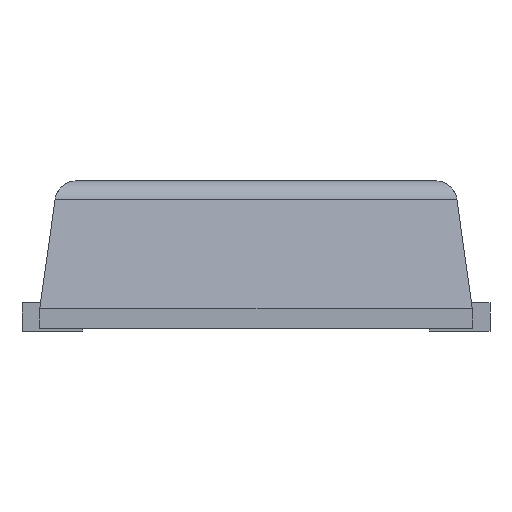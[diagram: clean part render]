
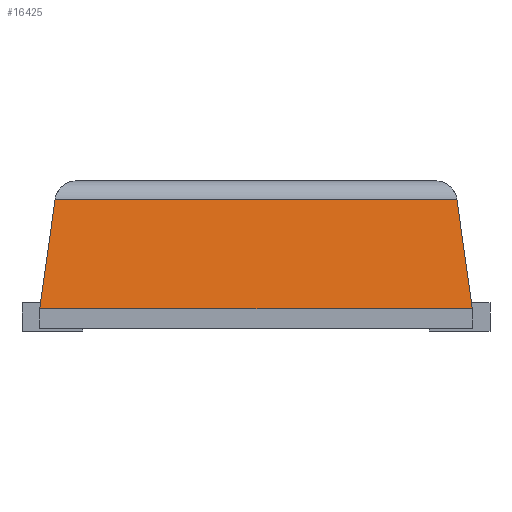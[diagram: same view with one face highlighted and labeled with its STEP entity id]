
A CAD part, left-side view. The second image highlights one B-rep face of the part: STEP entity #16425.
In plain terms, the highlighted planar face has unit normal (-0.99, 0, 0.139).
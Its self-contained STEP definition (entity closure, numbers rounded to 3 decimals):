
#96 = FACE_OUTER_BOUND ( 'NONE', #11243, .T. ) ;
#1062 = CARTESIAN_POINT ( 'NONE',  ( -1.495, 1.37, 1.246 ) ) ;
#1212 = EDGE_CURVE ( 'NONE', #10122, #2001, #11535, .T. ) ;
#1241 = LINE ( 'NONE', #1412, #9627 ) ;
#1412 = CARTESIAN_POINT ( 'NONE',  ( -1.497, -1.372, 1.229 ) ) ;
#1517 = CARTESIAN_POINT ( 'NONE',  ( -1.65, 1.525, 0.14 ) ) ;
#1991 = CARTESIAN_POINT ( 'NONE',  ( -1.542, 0., 0.911 ) ) ;
#2001 = VERTEX_POINT ( 'NONE', #15426 ) ;
#2077 = AXIS2_PLACEMENT_3D ( 'NONE', #7576, #12151, #13494 ) ;
#2415 = PLANE ( 'NONE',  #2077 ) ;
#2686 = ORIENTED_EDGE ( 'NONE', *, *, #1212, .T. ) ;
#3072 = EDGE_CURVE ( 'NONE', #9036, #2001, #15372, .T. ) ;
#3284 = DIRECTION ( 'NONE',  ( 0., 1., 0. ) ) ;
#5064 = VERTEX_POINT ( 'NONE', #9257 ) ;
#5449 = EDGE_CURVE ( 'NONE', #5064, #9036, #1241, .T. ) ;
#5611 = VECTOR ( 'NONE', #3284, 1000. ) ;
#5894 = CARTESIAN_POINT ( 'NONE',  ( -1.542, 1.417, 0.911 ) ) ;
#7576 = CARTESIAN_POINT ( 'NONE',  ( -1.524, 0., 1.04 ) ) ;
#9036 = VERTEX_POINT ( 'NONE', #15475 ) ;
#9074 = DIRECTION ( 'NONE',  ( -0.138, -0.138, -0.981 ) ) ;
#9257 = CARTESIAN_POINT ( 'NONE',  ( -1.542, -1.417, 0.911 ) ) ;
#9289 = VECTOR ( 'NONE', #11207, 1000. ) ;
#9627 = VECTOR ( 'NONE', #9074, 1000. ) ;
#9753 = LINE ( 'NONE', #1991, #5611 ) ;
#10122 = VERTEX_POINT ( 'NONE', #5894 ) ;
#10177 = VECTOR ( 'NONE', #10184, 1000. ) ;
#10184 = DIRECTION ( 'NONE',  ( 0., 1., 0. ) ) ;
#11207 = DIRECTION ( 'NONE',  ( -0.138, 0.138, -0.981 ) ) ;
#11243 = EDGE_LOOP ( 'NONE', ( #15033, #14848, #2686, #14454 ) ) ;
#11535 = LINE ( 'NONE', #1062, #9289 ) ;
#12151 = DIRECTION ( 'NONE',  ( -0.99, 0., 0.139 ) ) ;
#13494 = DIRECTION ( 'NONE',  ( 0., 1., 0. ) ) ;
#14454 = ORIENTED_EDGE ( 'NONE', *, *, #3072, .F. ) ;
#14848 = ORIENTED_EDGE ( 'NONE', *, *, #15626, .T. ) ;
#15033 = ORIENTED_EDGE ( 'NONE', *, *, #5449, .F. ) ;
#15372 = LINE ( 'NONE', #1517, #10177 ) ;
#15426 = CARTESIAN_POINT ( 'NONE',  ( -1.65, 1.525, 0.14 ) ) ;
#15475 = CARTESIAN_POINT ( 'NONE',  ( -1.65, -1.525, 0.14 ) ) ;
#15626 = EDGE_CURVE ( 'NONE', #5064, #10122, #9753, .T. ) ;
#16425 = ADVANCED_FACE ( 'NONE', ( #96 ), #2415, .T. ) ;
